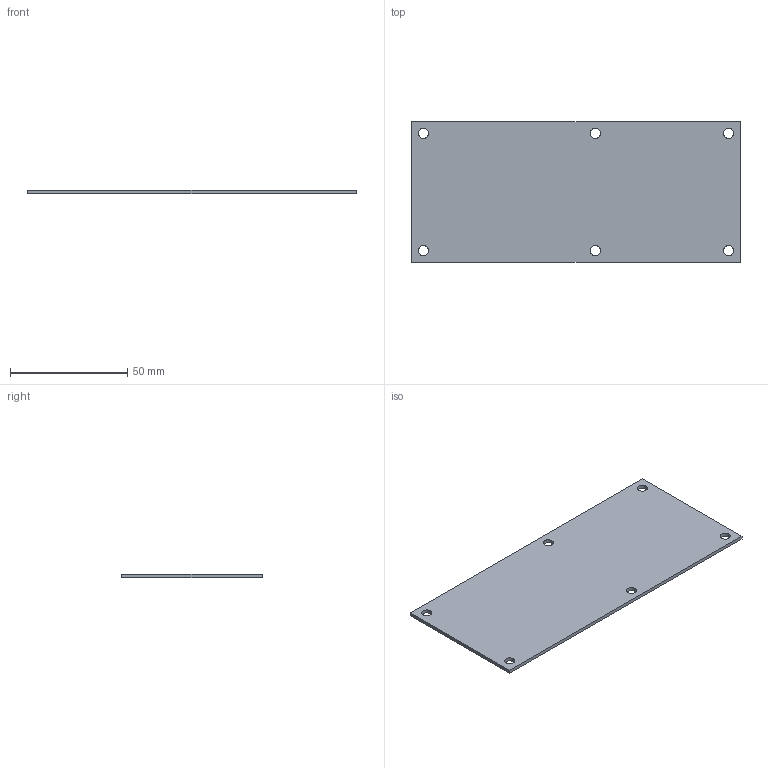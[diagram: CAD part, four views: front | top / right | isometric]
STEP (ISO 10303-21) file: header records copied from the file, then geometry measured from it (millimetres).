
FILE_DESCRIPTION(('KiCad electronic assembly'),'2;1');
FILE_NAME('BDU_v1.step','2025-06-23T22:16:41',('Pcbnew'),('Kicad'), 'Open CASCADE STEP processor 7.8','KiCad to STEP converter','Unknown' );
FILE_SCHEMA(('AUTOMOTIVE_DESIGN { 1 0 10303 214 1 1 1 1 }'));
Length unit declared in the file: millimetre
Products named in the file (2): BDU_v1 1; BDU_v1_PCB
Assembly tree (1 placements, depth 2):
  BDU_v1 1
    BDU_v1_PCB
Bounding box: 140 x 60 x 1.51 mm (x, y, z)
Volume: 12552.4 mm3; surface area: 17352.1 mm2
Topology: 1 solids, 1 shells, 12 faces, 30 edges, 20 vertices
Faces by surface type: plane 6, cylinder 6
Full cylindrical faces by diameter (mm): 4.3 x6
Entity records: 427 total; most frequent: DIRECTION 70, CARTESIAN_POINT 64, ORIENTED_EDGE 60, EDGE_CURVE 30, AXIS2_PLACEMENT_3D 26, FACE_BOUND 24, EDGE_LOOP 24, VERTEX_POINT 20
